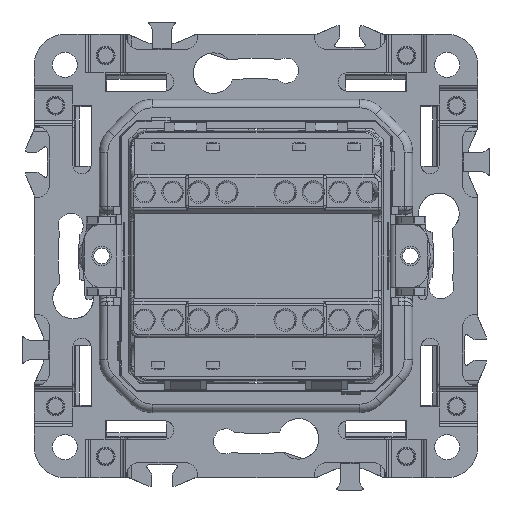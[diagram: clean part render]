
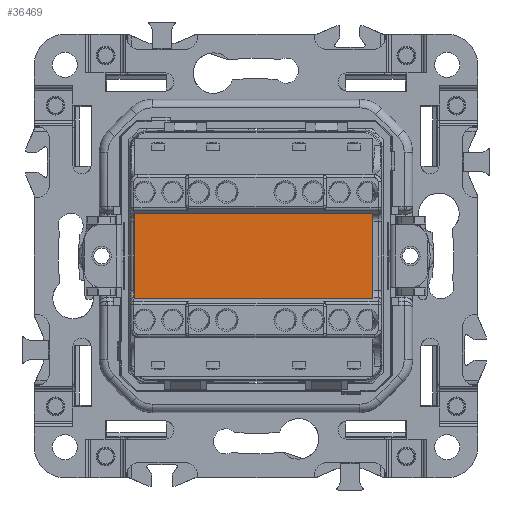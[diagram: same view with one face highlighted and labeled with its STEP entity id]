
A CAD part, front view. The second image highlights one B-rep face of the part: STEP entity #36469.
In plain terms, the highlighted planar face has unit normal (0, -1, 0).
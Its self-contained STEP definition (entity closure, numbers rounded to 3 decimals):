
#1612 = VECTOR ( 'NONE', #64100, 1000. ) ;
#1945 = DIRECTION ( 'NONE',  ( -1., 0., 0. ) ) ;
#13138 = EDGE_CURVE ( 'NONE', #56960, #25849, #46198, .T. ) ;
#13471 = DIRECTION ( 'NONE',  ( 0., -1., 0. ) ) ;
#23249 = ORIENTED_EDGE ( 'NONE', *, *, #59136, .T. ) ;
#25166 = DIRECTION ( 'NONE',  ( 0., 0., 1. ) ) ;
#25849 = VERTEX_POINT ( 'NONE', #38534 ) ;
#35682 = CARTESIAN_POINT ( 'NONE',  ( 18.671, -23.1, 18.774 ) ) ;
#36469 = ADVANCED_FACE ( 'NONE', ( #130466 ), #110159, .T. ) ;
#38534 = CARTESIAN_POINT ( 'NONE',  ( 18.671, -23.1, 6.799 ) ) ;
#45009 = DIRECTION ( 'NONE',  ( 0., 0., -1. ) ) ;
#46198 = LINE ( 'NONE', #35682, #61565 ) ;
#52837 = VECTOR ( 'NONE', #1945, 1000. ) ;
#56960 = VERTEX_POINT ( 'NONE', #128328 ) ;
#57022 = VERTEX_POINT ( 'NONE', #98200 ) ;
#59136 = EDGE_CURVE ( 'NONE', #68533, #56960, #93454, .T. ) ;
#61565 = VECTOR ( 'NONE', #25166, 1000. ) ;
#63408 = CARTESIAN_POINT ( 'NONE',  ( -19.378, -23.1, 18.774 ) ) ;
#64100 = DIRECTION ( 'NONE',  ( 0., 0., -1. ) ) ;
#65717 = CARTESIAN_POINT ( 'NONE',  ( 0., -23.1, 6.799 ) ) ;
#66040 = CARTESIAN_POINT ( 'NONE',  ( 0., -23.1, 0. ) ) ;
#68533 = VERTEX_POINT ( 'NONE', #98569 ) ;
#73548 = EDGE_LOOP ( 'NONE', ( #120671, #23249, #99329, #124571 ) ) ;
#86712 = EDGE_CURVE ( 'NONE', #25849, #57022, #118970, .T. ) ;
#93454 = LINE ( 'NONE', #106018, #125926 ) ;
#93820 = EDGE_CURVE ( 'NONE', #57022, #68533, #128540, .T. ) ;
#98200 = CARTESIAN_POINT ( 'NONE',  ( -19.378, -23.1, 6.799 ) ) ;
#98569 = CARTESIAN_POINT ( 'NONE',  ( -19.378, -23.1, -6.799 ) ) ;
#99329 = ORIENTED_EDGE ( 'NONE', *, *, #13138, .T. ) ;
#106018 = CARTESIAN_POINT ( 'NONE',  ( 0., -23.1, -6.799 ) ) ;
#110159 = PLANE ( 'NONE',  #117642 ) ;
#117642 = AXIS2_PLACEMENT_3D ( 'NONE', #66040, #13471, #45009 ) ;
#118970 = LINE ( 'NONE', #65717, #52837 ) ;
#120671 = ORIENTED_EDGE ( 'NONE', *, *, #93820, .T. ) ;
#124571 = ORIENTED_EDGE ( 'NONE', *, *, #86712, .T. ) ;
#125673 = DIRECTION ( 'NONE',  ( 1., 0., 0. ) ) ;
#125926 = VECTOR ( 'NONE', #125673, 1000. ) ;
#128328 = CARTESIAN_POINT ( 'NONE',  ( 18.671, -23.1, -6.799 ) ) ;
#128540 = LINE ( 'NONE', #63408, #1612 ) ;
#130466 = FACE_OUTER_BOUND ( 'NONE', #73548, .T. ) ;
